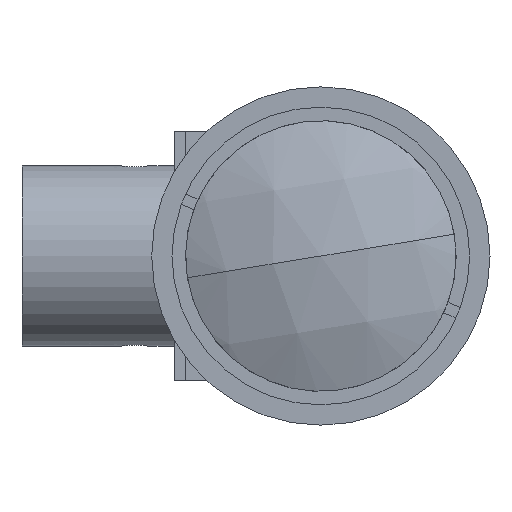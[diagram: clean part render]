
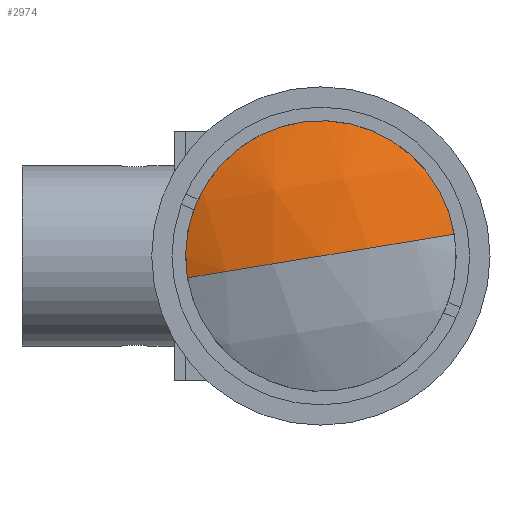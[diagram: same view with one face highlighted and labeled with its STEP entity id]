
A CAD part, left-side view. The second image highlights one B-rep face of the part: STEP entity #2974.
In plain terms, the highlighted spherical face has radius 28.98 mm.
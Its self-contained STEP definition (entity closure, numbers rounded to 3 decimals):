
#250 = DIRECTION ( 'NONE',  ( 0., -0.161, -0.987 ) ) ;
#439 = AXIS2_PLACEMENT_3D ( 'NONE', #3157, #1420, #3428 ) ;
#545 = CIRCLE ( 'NONE', #1331, 28.98 ) ;
#575 = ORIENTED_EDGE ( 'NONE', *, *, #2870, .F. ) ;
#597 = CIRCLE ( 'NONE', #439, 12.5 ) ;
#765 = CIRCLE ( 'NONE', #2295, 28.98 ) ;
#771 = DIRECTION ( 'NONE',  ( 0., 0.161, 0.987 ) ) ;
#862 = VERTEX_POINT ( 'NONE', #3629 ) ;
#1044 = ORIENTED_EDGE ( 'NONE', *, *, #1978, .T. ) ;
#1200 = DIRECTION ( 'NONE',  ( 0., 0.987, -0.161 ) ) ;
#1331 = AXIS2_PLACEMENT_3D ( 'NONE', #1990, #250, #2296 ) ;
#1420 = DIRECTION ( 'NONE',  ( -1., 0., 0. ) ) ;
#1507 = AXIS2_PLACEMENT_3D ( 'NONE', #2348, #2037, #1200 ) ;
#1978 = EDGE_CURVE ( 'NONE', #3244, #3623, #597, .T. ) ;
#1990 = CARTESIAN_POINT ( 'NONE',  ( 30.397, 0., 0. ) ) ;
#2037 = DIRECTION ( 'NONE',  ( 0., -0.161, -0.987 ) ) ;
#2295 = AXIS2_PLACEMENT_3D ( 'NONE', #2523, #771, #2791 ) ;
#2296 = DIRECTION ( 'NONE',  ( 0., 0.987, -0.161 ) ) ;
#2348 = CARTESIAN_POINT ( 'NONE',  ( 30.397, 0., 0. ) ) ;
#2523 = CARTESIAN_POINT ( 'NONE',  ( 30.397, 0., 0. ) ) ;
#2580 = CARTESIAN_POINT ( 'NONE',  ( 4.251, -12.337, 2.011 ) ) ;
#2671 = SPHERICAL_SURFACE ( 'NONE', #1507, 28.98 ) ;
#2791 = DIRECTION ( 'NONE',  ( 0., -0.987, 0.161 ) ) ;
#2870 = EDGE_CURVE ( 'NONE', #3244, #862, #545, .T. ) ;
#2972 = ORIENTED_EDGE ( 'NONE', *, *, #3748, .T. ) ;
#2974 = ADVANCED_FACE ( 'NONE', ( #3526 ), #2671, .T. ) ;
#3157 = CARTESIAN_POINT ( 'NONE',  ( 4.251, 0., 0. ) ) ;
#3244 = VERTEX_POINT ( 'NONE', #2580 ) ;
#3375 = EDGE_LOOP ( 'NONE', ( #575, #1044, #2972 ) ) ;
#3395 = CARTESIAN_POINT ( 'NONE',  ( 4.251, 12.337, -2.011 ) ) ;
#3428 = DIRECTION ( 'NONE',  ( 0., 0.161, 0.987 ) ) ;
#3526 = FACE_OUTER_BOUND ( 'NONE', #3375, .T. ) ;
#3623 = VERTEX_POINT ( 'NONE', #3395 ) ;
#3629 = CARTESIAN_POINT ( 'NONE',  ( 1.417, 0., 0. ) ) ;
#3748 = EDGE_CURVE ( 'NONE', #3623, #862, #765, .T. ) ;
